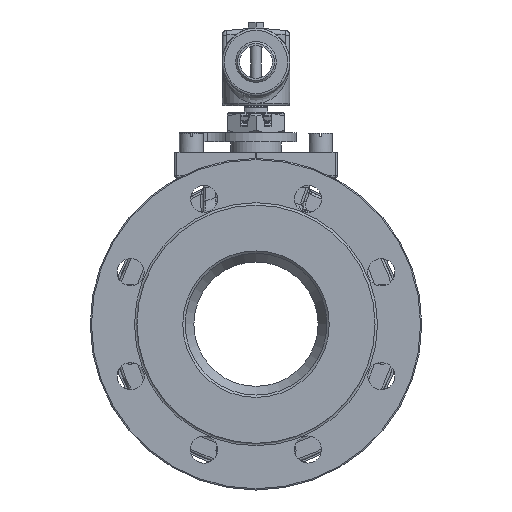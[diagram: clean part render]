
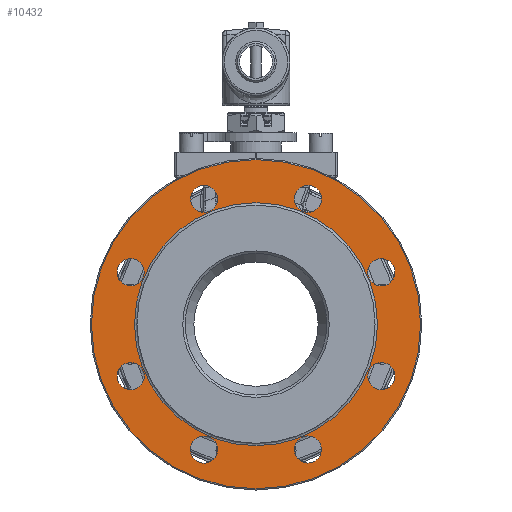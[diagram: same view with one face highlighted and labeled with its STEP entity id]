
A CAD part, left-side view. The second image highlights one B-rep face of the part: STEP entity #10432.
In plain terms, the highlighted planar face has unit normal (-1, 0, 0).
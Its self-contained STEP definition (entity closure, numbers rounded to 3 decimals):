
#321=FACE_BOUND('',#4324,.T.);
#322=FACE_BOUND('',#4325,.T.);
#323=FACE_BOUND('',#4326,.T.);
#324=FACE_BOUND('',#4327,.T.);
#325=FACE_BOUND('',#4328,.T.);
#326=FACE_BOUND('',#4329,.T.);
#327=FACE_BOUND('',#4330,.T.);
#328=FACE_BOUND('',#4331,.T.);
#329=FACE_BOUND('',#4332,.T.);
#439=CIRCLE('',#10747,9.);
#441=CIRCLE('',#10750,9.);
#443=CIRCLE('',#10753,9.);
#445=CIRCLE('',#10756,9.);
#447=CIRCLE('',#10759,9.);
#449=CIRCLE('',#10762,9.);
#451=CIRCLE('',#10765,9.);
#453=CIRCLE('',#10768,9.);
#668=CIRCLE('',#11343,109.2);
#669=CIRCLE('',#11344,80.6);
#1246=PLANE('',#11342);
#3534=FACE_OUTER_BOUND('',#4323,.T.);
#4323=EDGE_LOOP('',(#8950));
#4324=EDGE_LOOP('',(#8951));
#4325=EDGE_LOOP('',(#8952));
#4326=EDGE_LOOP('',(#8953));
#4327=EDGE_LOOP('',(#8954));
#4328=EDGE_LOOP('',(#8955));
#4329=EDGE_LOOP('',(#8956));
#4330=EDGE_LOOP('',(#8957));
#4331=EDGE_LOOP('',(#8958));
#4332=EDGE_LOOP('',(#8959));
#4970=VERTEX_POINT('',#15200);
#4972=VERTEX_POINT('',#15205);
#4974=VERTEX_POINT('',#15210);
#4976=VERTEX_POINT('',#15215);
#4978=VERTEX_POINT('',#15220);
#4980=VERTEX_POINT('',#15225);
#4982=VERTEX_POINT('',#15230);
#4984=VERTEX_POINT('',#15235);
#5528=VERTEX_POINT('',#17833);
#5529=VERTEX_POINT('',#17835);
#5900=EDGE_CURVE('',#4970,#4970,#439,.T.);
#5902=EDGE_CURVE('',#4972,#4972,#441,.T.);
#5904=EDGE_CURVE('',#4974,#4974,#443,.T.);
#5906=EDGE_CURVE('',#4976,#4976,#445,.T.);
#5908=EDGE_CURVE('',#4978,#4978,#447,.T.);
#5910=EDGE_CURVE('',#4980,#4980,#449,.T.);
#5912=EDGE_CURVE('',#4982,#4982,#451,.T.);
#5914=EDGE_CURVE('',#4984,#4984,#453,.T.);
#6717=EDGE_CURVE('',#5528,#5528,#668,.T.);
#6718=EDGE_CURVE('',#5529,#5529,#669,.T.);
#8950=ORIENTED_EDGE('',*,*,#6717,.F.);
#8951=ORIENTED_EDGE('',*,*,#5900,.T.);
#8952=ORIENTED_EDGE('',*,*,#5902,.T.);
#8953=ORIENTED_EDGE('',*,*,#5904,.T.);
#8954=ORIENTED_EDGE('',*,*,#5906,.T.);
#8955=ORIENTED_EDGE('',*,*,#5908,.T.);
#8956=ORIENTED_EDGE('',*,*,#5910,.T.);
#8957=ORIENTED_EDGE('',*,*,#5912,.T.);
#8958=ORIENTED_EDGE('',*,*,#5914,.T.);
#8959=ORIENTED_EDGE('',*,*,#6718,.F.);
#10432=ADVANCED_FACE('',(#3534,#321,#322,#323,#324,#325,#326,#327,#328,
#329),#1246,.F.);
#10747=AXIS2_PLACEMENT_3D('',#15201,#11896,#11897);
#10750=AXIS2_PLACEMENT_3D('',#15206,#11902,#11903);
#10753=AXIS2_PLACEMENT_3D('',#15211,#11908,#11909);
#10756=AXIS2_PLACEMENT_3D('',#15216,#11914,#11915);
#10759=AXIS2_PLACEMENT_3D('',#15221,#11920,#11921);
#10762=AXIS2_PLACEMENT_3D('',#15226,#11926,#11927);
#10765=AXIS2_PLACEMENT_3D('',#15231,#11932,#11933);
#10768=AXIS2_PLACEMENT_3D('',#15236,#11938,#11939);
#11342=AXIS2_PLACEMENT_3D('',#17832,#13578,#13579);
#11343=AXIS2_PLACEMENT_3D('',#17834,#13580,#13581);
#11344=AXIS2_PLACEMENT_3D('',#17836,#13582,#13583);
#11896=DIRECTION('center_axis',(1.,0.,0.));
#11897=DIRECTION('ref_axis',(0.,0.707,0.707));
#11902=DIRECTION('center_axis',(1.,0.,0.));
#11903=DIRECTION('ref_axis',(0.,1.,0.));
#11908=DIRECTION('center_axis',(1.,0.,0.));
#11909=DIRECTION('ref_axis',(0.,0.707,-0.707));
#11914=DIRECTION('center_axis',(1.,0.,0.));
#11915=DIRECTION('ref_axis',(0.,0.,-1.));
#11920=DIRECTION('center_axis',(1.,0.,0.));
#11921=DIRECTION('ref_axis',(0.,-0.707,-0.707));
#11926=DIRECTION('center_axis',(1.,0.,0.));
#11927=DIRECTION('ref_axis',(0.,-1.,0.));
#11932=DIRECTION('center_axis',(1.,0.,0.));
#11933=DIRECTION('ref_axis',(0.,-0.707,0.707));
#11938=DIRECTION('center_axis',(1.,0.,0.));
#11939=DIRECTION('ref_axis',(0.,0.,1.));
#13578=DIRECTION('center_axis',(1.,0.,0.));
#13579=DIRECTION('ref_axis',(0.,0.,-1.));
#13580=DIRECTION('center_axis',(1.,0.,0.));
#13581=DIRECTION('ref_axis',(0.,0.,-1.));
#13582=DIRECTION('center_axis',(-1.,0.,0.));
#13583=DIRECTION('ref_axis',(0.,0.,-1.));
#15200=CARTESIAN_POINT('',(-82.475,89.513,40.805));
#15201=CARTESIAN_POINT('Origin',(-82.475,83.149,34.442));
#15205=CARTESIAN_POINT('',(-82.475,92.149,-34.442));
#15206=CARTESIAN_POINT('Origin',(-82.475,83.149,-34.442));
#15210=CARTESIAN_POINT('',(-82.475,40.805,-89.513));
#15211=CARTESIAN_POINT('Origin',(-82.475,34.442,-83.149));
#15215=CARTESIAN_POINT('',(-82.475,-34.442,-92.149));
#15216=CARTESIAN_POINT('Origin',(-82.475,-34.442,-83.149));
#15220=CARTESIAN_POINT('',(-82.475,-89.513,-40.805));
#15221=CARTESIAN_POINT('Origin',(-82.475,-83.149,-34.442));
#15225=CARTESIAN_POINT('',(-82.475,-92.149,34.442));
#15226=CARTESIAN_POINT('Origin',(-82.475,-83.149,34.442));
#15230=CARTESIAN_POINT('',(-82.475,-40.805,89.513));
#15231=CARTESIAN_POINT('Origin',(-82.475,-34.442,83.149));
#15235=CARTESIAN_POINT('',(-82.475,34.442,92.149));
#15236=CARTESIAN_POINT('Origin',(-82.475,34.442,83.149));
#17832=CARTESIAN_POINT('Origin',(-82.475,0.,99.25));
#17833=CARTESIAN_POINT('',(-82.475,0.,109.2));
#17834=CARTESIAN_POINT('Origin',(-82.475,0.,0.));
#17835=CARTESIAN_POINT('',(-82.475,0.,80.6));
#17836=CARTESIAN_POINT('Origin',(-82.475,0.,0.));
